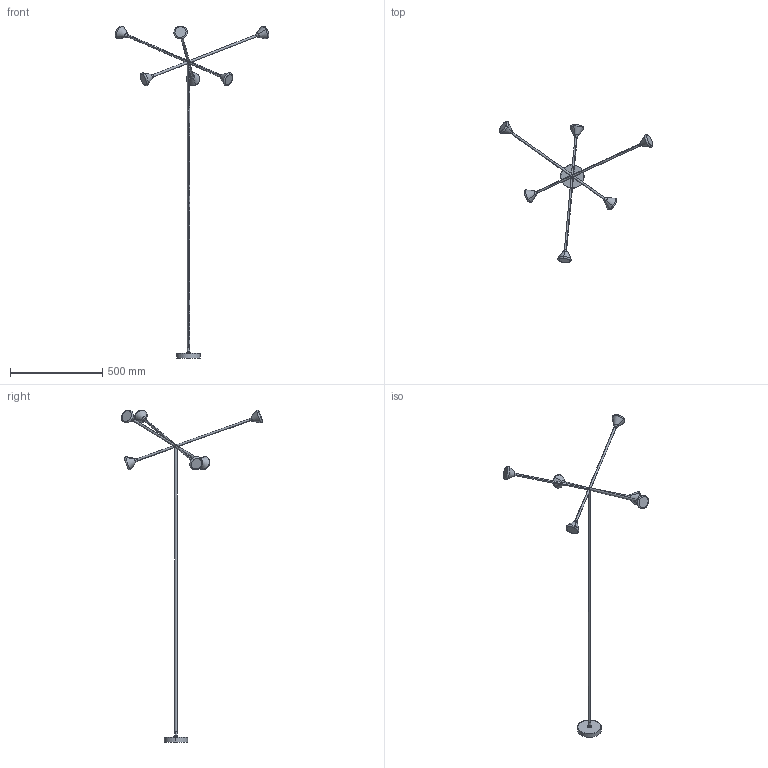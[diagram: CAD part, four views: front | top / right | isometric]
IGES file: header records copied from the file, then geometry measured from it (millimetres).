
Start section: SolidWorks IGES file using analytic representation for surfaces
Global section: file name: NOVAC6 - Nova Chandelier - 6 Lights.IGS; native system: SolidWorks 2015; preprocessor: SolidWorks 2015; author: Design; date: 190517.171212; units: millimetre
Bounding box: 830.1 x 762.76 x 1795.74 mm (x, y, z)
Volume: 1489187.7 mm3; surface area: 255828.9 mm2
Topology: 1 solids, 1 shells, 87 faces, 207 edges, 133 vertices
Faces by surface type: revolution 54, plane 19, bspline 14
